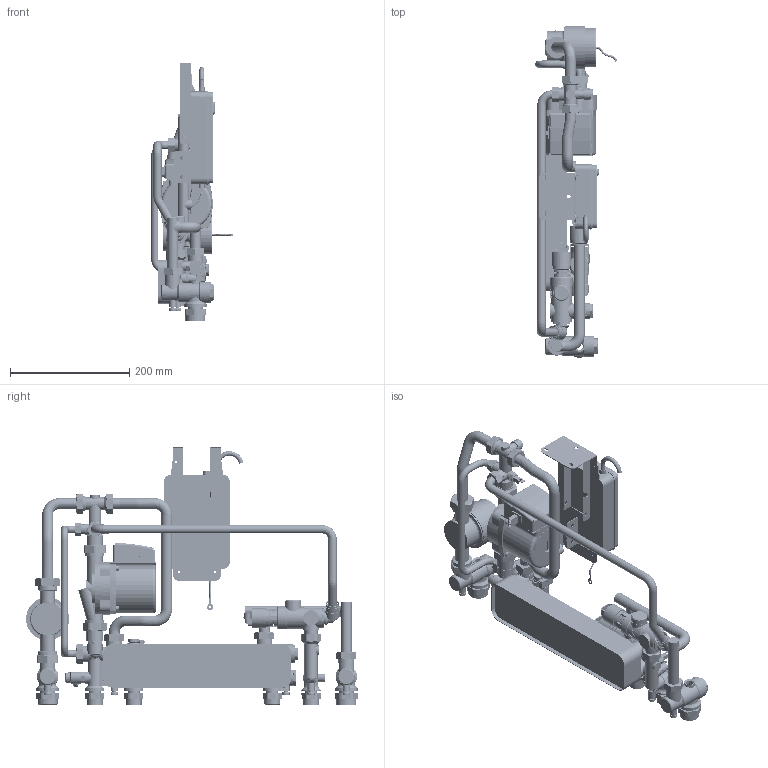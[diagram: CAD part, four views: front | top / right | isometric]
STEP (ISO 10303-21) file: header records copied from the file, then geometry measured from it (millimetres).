
FILE_DESCRIPTION(('CATIA V5 STEP Exchange','CAx-IF Rec.Pracs.--- Model Styling and Organization---1.5--- 2016-08-15','CAx-IF Rec.Pracs.---Supplemental Geometry---1.0---2011-11-01','CAx-IF Rec.Pracs.--- Composite Materials ---3.4---2017-06-13','CAx-IF Rec.Pracs.---Tessellated 3D Geometry---1.0---2015-12-17'),'2;1');
FILE_NAME('STEP_SATK50203HE_-_TST.stp','2024-09-04T20:34:29+00:00',('none'),('none'),'CATIA Version 5-6 Release 2020 SP5','CATIA V5 STEP AP242 v2','none');
FILE_SCHEMA(('AP242_MANAGED_MODEL_BASED_3D_ENGINEERING_MIM_LF {1 0 10303 442 1 1 4}'));
Products named in the file (1): SATK50203HE - TST
Bounding box: 136.6 x 555.48 x 433.5 mm (x, y, z)
Volume: 2103468.4 mm3; surface area: 876402.4 mm2
Topology: 115 solids, 135 shells, 6699 faces, 17681 edges, 11421 vertices
Faces by surface type: plane 2630, cylinder 1924, bspline 1014, cone 597, torus 282, revolution 252
Entity records: 239899 total; most frequent: CARTESIAN_POINT 85684, ORIENTED_EDGE 34850, DIRECTION 22293, EDGE_CURVE 17576, VERTEX_POINT 11398, AXIS2_PLACEMENT_3D 9117, VECTOR 7493, LINE 7493
